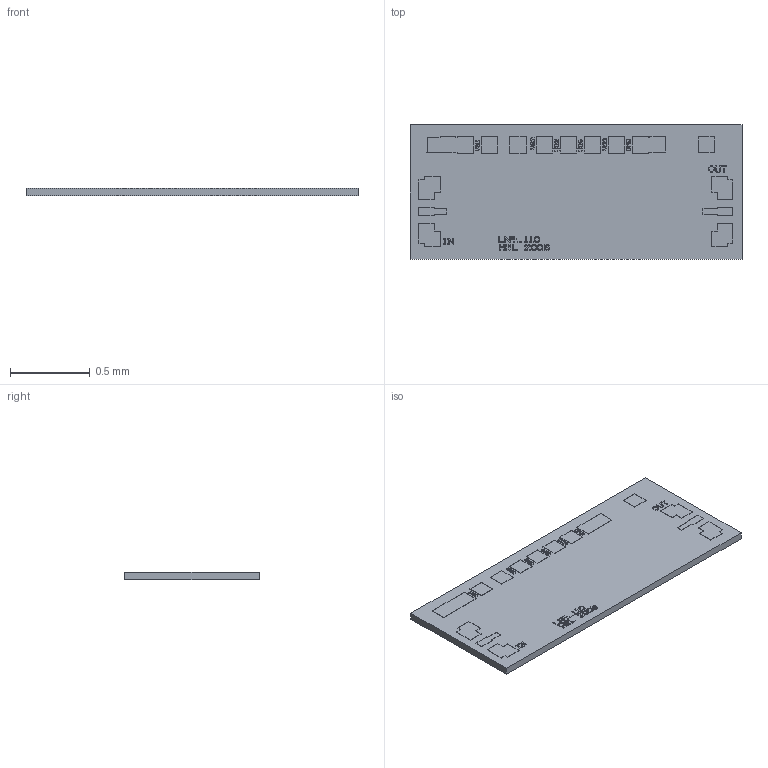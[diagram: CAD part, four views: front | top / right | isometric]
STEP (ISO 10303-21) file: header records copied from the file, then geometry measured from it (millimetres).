
FILE_DESCRIPTION((''),'2;1');
FILE_NAME('LN4-110.stp','2008-06-10T08:10:48',('pamacdonald'),(''),'Autodesk Inventor 2009','Autodesk Inventor 2009','');
FILE_SCHEMA(('AUTOMOTIVE_DESIGN { 1 0 10303 214 1 1 1 1 }'));
Length unit declared in the file: inch
Products named in the file (1): LN4-110
Bounding box: 2.08 x 0.84 x 0.05 mm (x, y, z)
Volume: 0.1 mm3; surface area: 3.8 mm2
Topology: 1 solids, 1 shells, 767 faces, 2124 edges, 1416 vertices
Faces by surface type: plane 767
Entity records: 24018 total; most frequent: CARTESIAN_POINT 4308, ORIENTED_EDGE 4248, DIRECTION 3660, VECTOR 2124, LINE 2124, EDGE_CURVE 2124, VERTEX_POINT 1416, EDGE_LOOP 824
